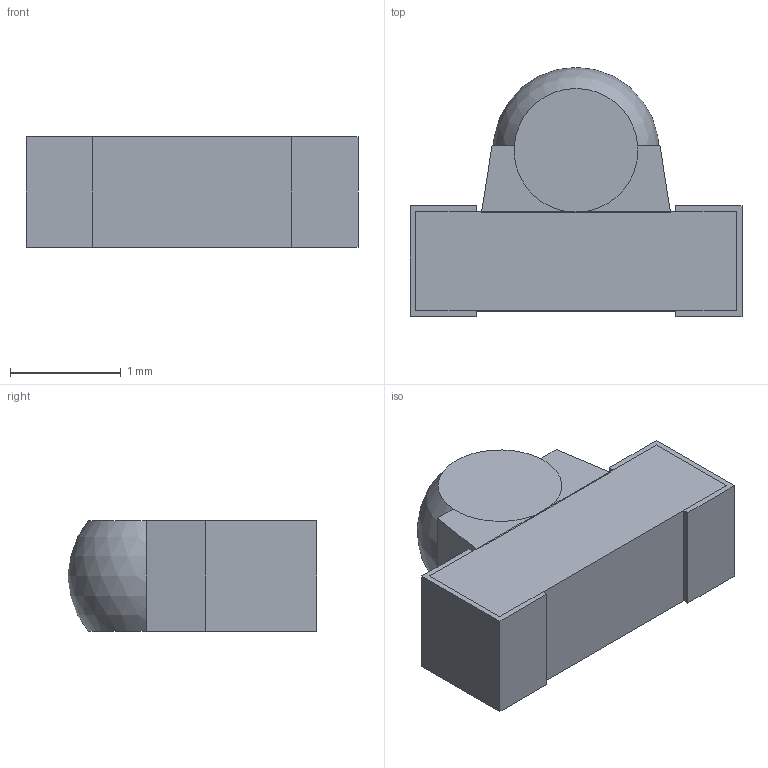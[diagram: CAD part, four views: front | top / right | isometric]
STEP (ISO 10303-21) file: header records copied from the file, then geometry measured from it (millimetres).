
FILE_DESCRIPTION(('FreeCAD Model'),'2;1');
FILE_NAME('SFH4045N.step', '2020-10-02T18:15:37',('kicad StepUp'),('ksu MCAD'), 'Open CASCADE STEP processor 7.3','FreeCAD','Unknown');
FILE_SCHEMA(('AUTOMOTIVE_DESIGN { 1 0 10303 214 1 1 1 1 }'));
Length unit declared in the file: millimetre
Products named in the file (1): SFH4045N
Bounding box: 3 x 2.25 x 1 mm (x, y, z)
Volume: 4.5 mm3; surface area: 18.5 mm2
Topology: 1 solids, 1 shells, 34 faces, 86 edges, 54 vertices
Faces by surface type: plane 33, sphere 1
Entity records: 1253 total; most frequent: CARTESIAN_POINT 175, ORIENTED_EDGE 172, DIRECTION 168, EDGE_CURVE 86, LINE 74, VECTOR 74, VERTEX_POINT 54, AXIS2_PLACEMENT_3D 47
